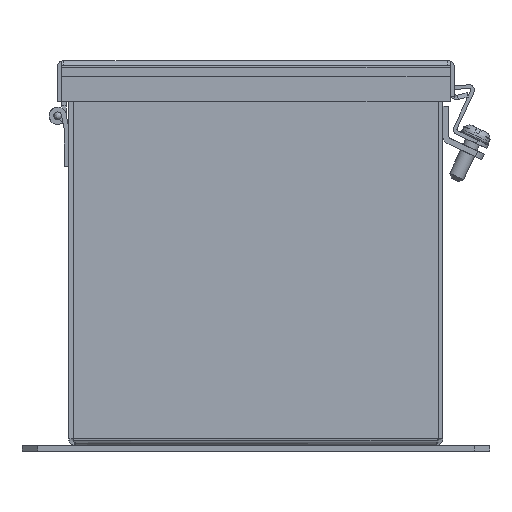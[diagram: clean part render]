
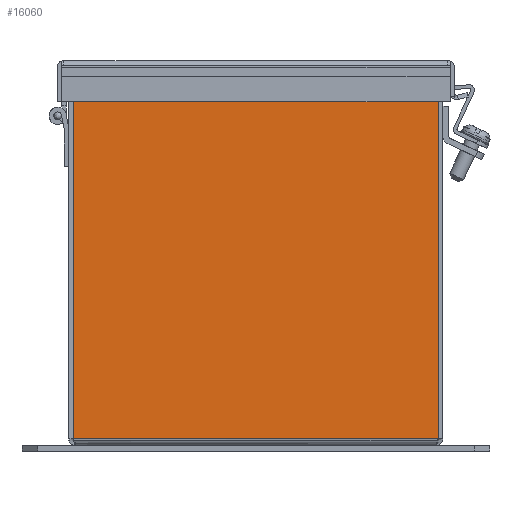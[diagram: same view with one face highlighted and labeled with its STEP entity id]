
A CAD part, left-side view. The second image highlights one B-rep face of the part: STEP entity #16060.
In plain terms, the highlighted planar face has unit normal (-1, 0, 0).
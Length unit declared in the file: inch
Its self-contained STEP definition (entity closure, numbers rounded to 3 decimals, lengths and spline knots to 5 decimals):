
#456 = EDGE_CURVE ( 'NONE', #15940, #1836, #15702, .T. ) ;
#1233 = LINE ( 'NONE', #18623, #10578 ) ;
#1503 = LINE ( 'NONE', #7325, #9952 ) ;
#1600 = DIRECTION ( 'NONE',  ( 1., 0., 0. ) ) ;
#1836 = VERTEX_POINT ( 'NONE', #14208 ) ;
#2756 = DIRECTION ( 'NONE',  ( 0., 0., -1. ) ) ;
#2818 = EDGE_CURVE ( 'NONE', #17331, #7358, #11107, .T. ) ;
#3035 = ORIENTED_EDGE ( 'NONE', *, *, #5523, .F. ) ;
#3055 = EDGE_CURVE ( 'NONE', #17331, #11437, #1233, .T. ) ;
#3959 = DIRECTION ( 'NONE',  ( 1., 0., 0. ) ) ;
#4756 = ORIENTED_EDGE ( 'NONE', *, *, #8691, .F. ) ;
#5361 = VECTOR ( 'NONE', #18200, 39.37008 ) ;
#5523 = EDGE_CURVE ( 'NONE', #1836, #16551, #1503, .T. ) ;
#6573 = EDGE_CURVE ( 'NONE', #16551, #7358, #11209, .T. ) ;
#6910 = DIRECTION ( 'NONE',  ( 0., 0., 1. ) ) ;
#7061 = DIRECTION ( 'NONE',  ( 0., 1., 0. ) ) ;
#7133 = CARTESIAN_POINT ( 'NONE',  ( -18., -2.91796, 5.892 ) ) ;
#7325 = CARTESIAN_POINT ( 'NONE',  ( -18., 20.406, 5.892 ) ) ;
#7358 = VERTEX_POINT ( 'NONE', #13906 ) ;
#7425 = DIRECTION ( 'NONE',  ( 0., -1., 0. ) ) ;
#7452 = AXIS2_PLACEMENT_3D ( 'NONE', #8770, #11539, #2756 ) ;
#7693 = LINE ( 'NONE', #12360, #5361 ) ;
#8326 = CARTESIAN_POINT ( 'NONE',  ( -18., 2.92789, 5.82223 ) ) ;
#8691 = EDGE_CURVE ( 'NONE', #11437, #15940, #7693, .T. ) ;
#8770 = CARTESIAN_POINT ( 'NONE',  ( -18., 2.67789, 5.82223 ) ) ;
#9263 = CARTESIAN_POINT ( 'NONE',  ( -18., -2.92789, 0.108 ) ) ;
#9674 = AXIS2_PLACEMENT_3D ( 'NONE', #9776, #3959, #13874 ) ;
#9776 = CARTESIAN_POINT ( 'NONE',  ( -18., -2.67789, 5.82223 ) ) ;
#9952 = VECTOR ( 'NONE', #10374, 39.37008 ) ;
#10374 = DIRECTION ( 'NONE',  ( 0., -1., 0. ) ) ;
#10578 = VECTOR ( 'NONE', #7061, 39.37008 ) ;
#11107 = LINE ( 'NONE', #14166, #13613 ) ;
#11209 = CIRCLE ( 'NONE', #9674, 0.25 ) ;
#11262 = ORIENTED_EDGE ( 'NONE', *, *, #456, .F. ) ;
#11289 = FACE_OUTER_BOUND ( 'NONE', #13578, .T. ) ;
#11335 = ORIENTED_EDGE ( 'NONE', *, *, #6573, .F. ) ;
#11437 = VERTEX_POINT ( 'NONE', #17338 ) ;
#11539 = DIRECTION ( 'NONE',  ( 1., 0., 0. ) ) ;
#12360 = CARTESIAN_POINT ( 'NONE',  ( -18., 2.92789, 0.108 ) ) ;
#13358 = CARTESIAN_POINT ( 'NONE',  ( -18., 20.406, 0. ) ) ;
#13578 = EDGE_LOOP ( 'NONE', ( #11262, #4756, #15374, #14056, #11335, #3035 ) ) ;
#13613 = VECTOR ( 'NONE', #6910, 39.37008 ) ;
#13874 = DIRECTION ( 'NONE',  ( 0., -1., 0. ) ) ;
#13906 = CARTESIAN_POINT ( 'NONE',  ( -18., -2.92789, 5.82223 ) ) ;
#14056 = ORIENTED_EDGE ( 'NONE', *, *, #2818, .T. ) ;
#14166 = CARTESIAN_POINT ( 'NONE',  ( -18., -2.92789, 0.108 ) ) ;
#14208 = CARTESIAN_POINT ( 'NONE',  ( -18., 2.91796, 5.892 ) ) ;
#14683 = PLANE ( 'NONE',  #17657 ) ;
#15374 = ORIENTED_EDGE ( 'NONE', *, *, #3055, .F. ) ;
#15702 = CIRCLE ( 'NONE', #7452, 0.25 ) ;
#15940 = VERTEX_POINT ( 'NONE', #8326 ) ;
#16060 = ADVANCED_FACE ( 'NONE', ( #11289 ), #14683, .F. ) ;
#16551 = VERTEX_POINT ( 'NONE', #7133 ) ;
#17331 = VERTEX_POINT ( 'NONE', #9263 ) ;
#17338 = CARTESIAN_POINT ( 'NONE',  ( -18., 2.92789, 0.108 ) ) ;
#17657 = AXIS2_PLACEMENT_3D ( 'NONE', #13358, #1600, #7425 ) ;
#18200 = DIRECTION ( 'NONE',  ( 0., 0., 1. ) ) ;
#18623 = CARTESIAN_POINT ( 'NONE',  ( -18., -2.892, 0.108 ) ) ;
